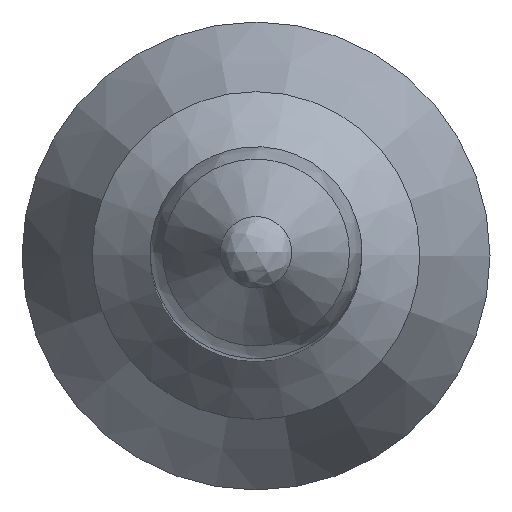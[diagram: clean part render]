
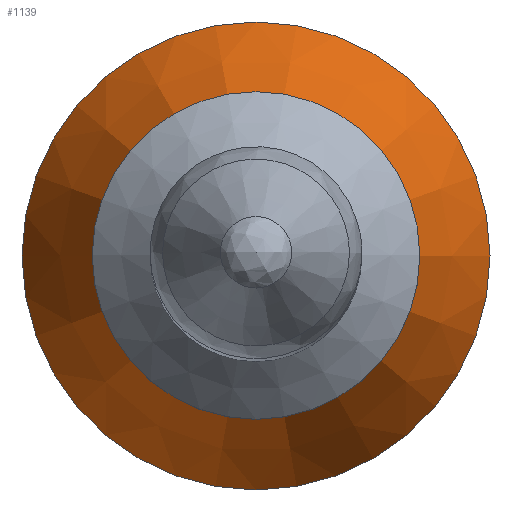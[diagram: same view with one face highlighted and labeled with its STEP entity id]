
A CAD part, top view. The second image highlights one B-rep face of the part: STEP entity #1139.
In plain terms, the highlighted conical face has half-angle 24.513 degrees and reference radius 1.75 mm.
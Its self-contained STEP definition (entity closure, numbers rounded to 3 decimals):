
#1007=CONICAL_SURFACE('',#5733,1.75,24.513);
#1139=ADVANCED_FACE('',(#1275,#1276),#1007,.T.);
#1275=FACE_BOUND('',#1446,.T.);
#1276=FACE_BOUND('',#1447,.T.);
#1446=EDGE_LOOP('',(#2022));
#1447=EDGE_LOOP('',(#2023));
#2022=ORIENTED_EDGE('',*,*,#2518,.T.);
#2023=ORIENTED_EDGE('',*,*,#2517,.F.);
#2228=VERTEX_POINT('',#8818);
#2229=VERTEX_POINT('',#8821);
#2517=EDGE_CURVE('',#2228,#2228,#2689,.T.);
#2518=EDGE_CURVE('',#2229,#2229,#2690,.T.);
#2689=CIRCLE('',#5730,1.75);
#2690=CIRCLE('',#5732,0.9);
#5730=AXIS2_PLACEMENT_3D('',#8817,#6731,#6732);
#5732=AXIS2_PLACEMENT_3D('',#8820,#6735,#6736);
#5733=AXIS2_PLACEMENT_3D('',#8822,#6737,#6738);
#6731=DIRECTION('',(0.,0.,-1.));
#6732=DIRECTION('',(-1.,0.,0.));
#6735=DIRECTION('',(0.,0.,-1.));
#6736=DIRECTION('',(-1.,0.,0.));
#6737=DIRECTION('',(0.,0.,-1.));
#6738=DIRECTION('',(-1.,0.,0.));
#8817=CARTESIAN_POINT('',(0.,0.,9.134));
#8818=CARTESIAN_POINT('',(-1.75,0.,9.134));
#8820=CARTESIAN_POINT('',(0.,0.,10.998));
#8821=CARTESIAN_POINT('',(-0.9,0.,10.998));
#8822=CARTESIAN_POINT('',(0.,0.,9.134));
